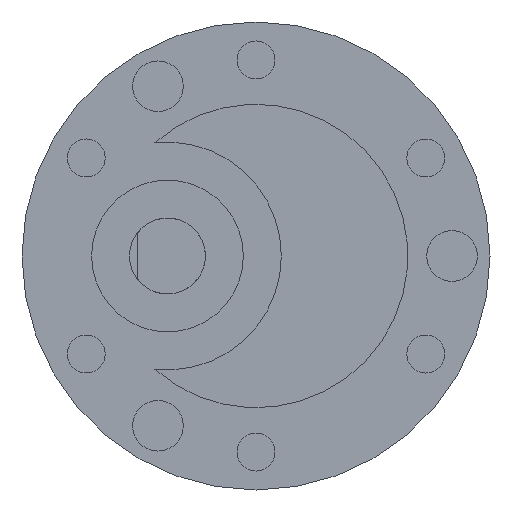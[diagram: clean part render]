
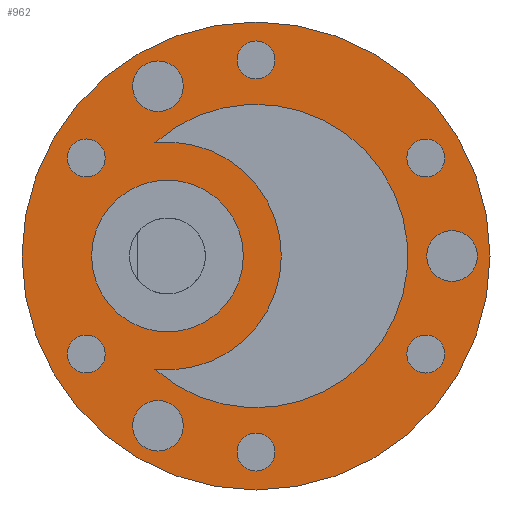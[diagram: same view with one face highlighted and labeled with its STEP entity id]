
A CAD part, left-side view. The second image highlights one B-rep face of the part: STEP entity #962.
In plain terms, the highlighted planar face has unit normal (-1, 0, 0).
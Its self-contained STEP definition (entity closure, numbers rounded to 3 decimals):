
#14=FACE_BOUND('',#146,.T.);
#15=FACE_BOUND('',#147,.T.);
#16=FACE_BOUND('',#148,.T.);
#17=FACE_BOUND('',#149,.T.);
#18=FACE_BOUND('',#150,.T.);
#19=FACE_BOUND('',#151,.T.);
#20=FACE_BOUND('',#152,.T.);
#21=FACE_BOUND('',#153,.T.);
#22=FACE_BOUND('',#154,.T.);
#23=FACE_BOUND('',#155,.T.);
#24=FACE_BOUND('',#156,.T.);
#41=PLANE('',#1046);
#81=FACE_OUTER_BOUND('',#145,.T.);
#145=EDGE_LOOP('',(#639));
#146=EDGE_LOOP('',(#640));
#147=EDGE_LOOP('',(#641));
#148=EDGE_LOOP('',(#642));
#149=EDGE_LOOP('',(#643));
#150=EDGE_LOOP('',(#644));
#151=EDGE_LOOP('',(#645));
#152=EDGE_LOOP('',(#646));
#153=EDGE_LOOP('',(#647));
#154=EDGE_LOOP('',(#648));
#155=EDGE_LOOP('',(#649));
#156=EDGE_LOOP('',(#650,#651));
#366=CIRCLE('',#1047,18.5);
#367=CIRCLE('',#1048,2.);
#368=CIRCLE('',#1049,2.);
#369=CIRCLE('',#1050,2.);
#370=CIRCLE('',#1051,1.5);
#371=CIRCLE('',#1052,1.5);
#372=CIRCLE('',#1053,1.5);
#373=CIRCLE('',#1054,1.5);
#374=CIRCLE('',#1055,1.5);
#375=CIRCLE('',#1056,1.5);
#376=CIRCLE('',#1057,6.);
#377=CIRCLE('',#1058,12.);
#378=CIRCLE('',#1059,9.);
#426=VERTEX_POINT('',#1526);
#427=VERTEX_POINT('',#1528);
#428=VERTEX_POINT('',#1530);
#429=VERTEX_POINT('',#1532);
#430=VERTEX_POINT('',#1534);
#431=VERTEX_POINT('',#1536);
#432=VERTEX_POINT('',#1538);
#433=VERTEX_POINT('',#1540);
#434=VERTEX_POINT('',#1542);
#435=VERTEX_POINT('',#1544);
#436=VERTEX_POINT('',#1546);
#437=VERTEX_POINT('',#1548);
#438=VERTEX_POINT('',#1549);
#512=EDGE_CURVE('',#426,#426,#366,.T.);
#513=EDGE_CURVE('',#427,#427,#367,.T.);
#514=EDGE_CURVE('',#428,#428,#368,.T.);
#515=EDGE_CURVE('',#429,#429,#369,.T.);
#516=EDGE_CURVE('',#430,#430,#370,.T.);
#517=EDGE_CURVE('',#431,#431,#371,.T.);
#518=EDGE_CURVE('',#432,#432,#372,.T.);
#519=EDGE_CURVE('',#433,#433,#373,.T.);
#520=EDGE_CURVE('',#434,#434,#374,.T.);
#521=EDGE_CURVE('',#435,#435,#375,.T.);
#522=EDGE_CURVE('',#436,#436,#376,.F.);
#523=EDGE_CURVE('',#437,#438,#377,.T.);
#524=EDGE_CURVE('',#438,#437,#378,.T.);
#639=ORIENTED_EDGE('',*,*,#512,.T.);
#640=ORIENTED_EDGE('',*,*,#513,.F.);
#641=ORIENTED_EDGE('',*,*,#514,.F.);
#642=ORIENTED_EDGE('',*,*,#515,.F.);
#643=ORIENTED_EDGE('',*,*,#516,.F.);
#644=ORIENTED_EDGE('',*,*,#517,.F.);
#645=ORIENTED_EDGE('',*,*,#518,.F.);
#646=ORIENTED_EDGE('',*,*,#519,.F.);
#647=ORIENTED_EDGE('',*,*,#520,.F.);
#648=ORIENTED_EDGE('',*,*,#521,.F.);
#649=ORIENTED_EDGE('',*,*,#522,.F.);
#650=ORIENTED_EDGE('',*,*,#523,.F.);
#651=ORIENTED_EDGE('',*,*,#524,.F.);
#962=ADVANCED_FACE('',(#81,#14,#15,#16,#17,#18,#19,#20,#21,#22,#23,#24),
#41,.F.);
#1046=AXIS2_PLACEMENT_3D('',#1525,#1184,#1185);
#1047=AXIS2_PLACEMENT_3D('',#1527,#1186,#1187);
#1048=AXIS2_PLACEMENT_3D('',#1529,#1188,#1189);
#1049=AXIS2_PLACEMENT_3D('',#1531,#1190,#1191);
#1050=AXIS2_PLACEMENT_3D('',#1533,#1192,#1193);
#1051=AXIS2_PLACEMENT_3D('',#1535,#1194,#1195);
#1052=AXIS2_PLACEMENT_3D('',#1537,#1196,#1197);
#1053=AXIS2_PLACEMENT_3D('',#1539,#1198,#1199);
#1054=AXIS2_PLACEMENT_3D('',#1541,#1200,#1201);
#1055=AXIS2_PLACEMENT_3D('',#1543,#1202,#1203);
#1056=AXIS2_PLACEMENT_3D('',#1545,#1204,#1205);
#1057=AXIS2_PLACEMENT_3D('',#1547,#1206,#1207);
#1058=AXIS2_PLACEMENT_3D('',#1550,#1208,#1209);
#1059=AXIS2_PLACEMENT_3D('',#1551,#1210,#1211);
#1184=DIRECTION('center_axis',(1.,0.,0.));
#1185=DIRECTION('ref_axis',(0.,0.,-1.));
#1186=DIRECTION('center_axis',(-1.,0.,0.));
#1187=DIRECTION('ref_axis',(0.,0.,1.));
#1188=DIRECTION('center_axis',(-1.,0.,0.));
#1189=DIRECTION('ref_axis',(0.,0.,1.));
#1190=DIRECTION('center_axis',(-1.,0.,0.));
#1191=DIRECTION('ref_axis',(0.,0.,1.));
#1192=DIRECTION('center_axis',(-1.,0.,0.));
#1193=DIRECTION('ref_axis',(0.,0.,1.));
#1194=DIRECTION('center_axis',(-1.,0.,0.));
#1195=DIRECTION('ref_axis',(0.,0.,1.));
#1196=DIRECTION('center_axis',(-1.,0.,0.));
#1197=DIRECTION('ref_axis',(0.,0.,1.));
#1198=DIRECTION('center_axis',(-1.,0.,0.));
#1199=DIRECTION('ref_axis',(0.,0.,1.));
#1200=DIRECTION('center_axis',(-1.,0.,0.));
#1201=DIRECTION('ref_axis',(0.,0.,1.));
#1202=DIRECTION('center_axis',(-1.,0.,0.));
#1203=DIRECTION('ref_axis',(0.,0.,1.));
#1204=DIRECTION('center_axis',(-1.,0.,0.));
#1205=DIRECTION('ref_axis',(0.,0.,1.));
#1206=DIRECTION('center_axis',(1.,0.,0.));
#1207=DIRECTION('ref_axis',(0.,0.,-1.));
#1208=DIRECTION('center_axis',(-1.,0.,0.));
#1209=DIRECTION('ref_axis',(0.,0.,1.));
#1210=DIRECTION('center_axis',(1.,0.,0.));
#1211=DIRECTION('ref_axis',(0.,0.,1.));
#1525=CARTESIAN_POINT('Origin',(0.,0.,0.));
#1526=CARTESIAN_POINT('',(0.,0.,-18.5));
#1527=CARTESIAN_POINT('Origin',(0.,0.,0.));
#1528=CARTESIAN_POINT('',(0.,7.75,11.423));
#1529=CARTESIAN_POINT('Origin',(0.,7.75,13.423));
#1530=CARTESIAN_POINT('',(0.,-15.5,-2.));
#1531=CARTESIAN_POINT('Origin',(0.,-15.5,0.));
#1532=CARTESIAN_POINT('',(0.,7.75,-15.423));
#1533=CARTESIAN_POINT('Origin',(0.,7.75,-13.423));
#1534=CARTESIAN_POINT('',(0.,-13.423,-9.25));
#1535=CARTESIAN_POINT('Origin',(0.,-13.423,-7.75));
#1536=CARTESIAN_POINT('',(0.,-13.423,6.25));
#1537=CARTESIAN_POINT('Origin',(0.,-13.423,7.75));
#1538=CARTESIAN_POINT('',(0.,0.,14.));
#1539=CARTESIAN_POINT('Origin',(0.,0.,15.5));
#1540=CARTESIAN_POINT('',(0.,13.423,6.25));
#1541=CARTESIAN_POINT('Origin',(0.,13.423,7.75));
#1542=CARTESIAN_POINT('',(0.,13.423,-9.25));
#1543=CARTESIAN_POINT('Origin',(0.,13.423,-7.75));
#1544=CARTESIAN_POINT('',(0.,0.,-17.));
#1545=CARTESIAN_POINT('Origin',(0.,0.,-15.5));
#1546=CARTESIAN_POINT('',(0.,7.,6.));
#1547=CARTESIAN_POINT('Origin',(0.,7.,0.));
#1548=CARTESIAN_POINT('',(0.,8.,-8.944));
#1549=CARTESIAN_POINT('',(0.,8.,8.944));
#1550=CARTESIAN_POINT('Origin',(0.,0.,0.));
#1551=CARTESIAN_POINT('Origin',(0.,7.,0.));
